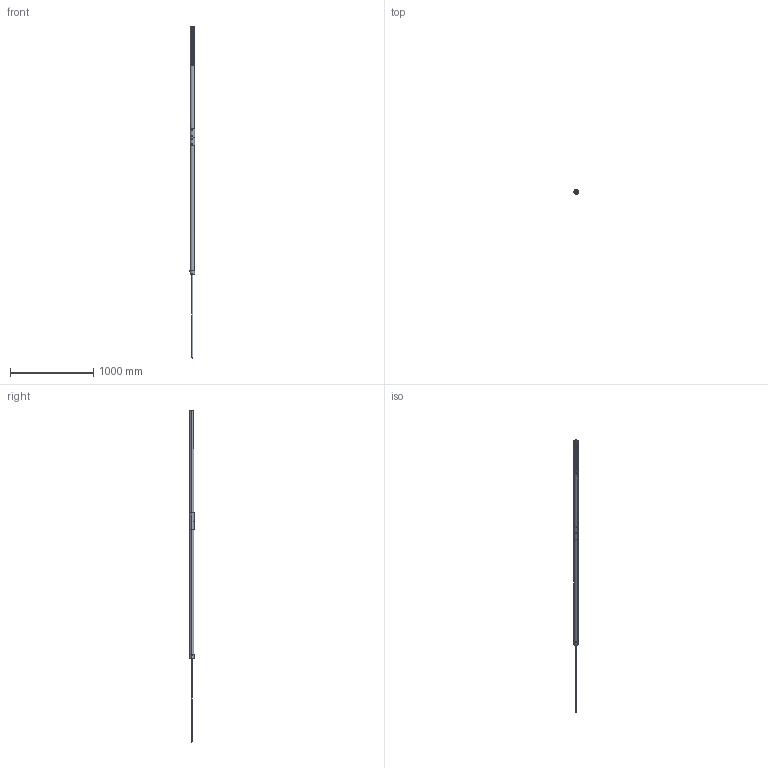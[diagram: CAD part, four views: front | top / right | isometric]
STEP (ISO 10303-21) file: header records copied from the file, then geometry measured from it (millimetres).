
FILE_DESCRIPTION (( 'STEP AP214' ), '1' );
FILE_NAME ('5408938.stp', '2023-04-12T06:20:59', ( '' ), ( '' ), 'SwSTEP 2.0', 'SolidWorks 2022', '' );
FILE_SCHEMA (( 'AUTOMOTIVE_DESIGN' ));
Length unit declared in the file: millimetre
Products named in the file (1): 5408938
Bounding box: 61.32 x 63.3 x 4000 mm (x, y, z)
Volume: 2201474.3 mm3; surface area: 994729.1 mm2
Topology: 16 solids, 16 shells, 292 faces, 677 edges, 418 vertices
Faces by surface type: cylinder 97, plane 87, cone 78, bspline 22, torus 8
Entity records: 26175 total; most frequent: CARTESIAN_POINT 19278, ORIENTED_EDGE 1354, DIRECTION 1287, EDGE_CURVE 677, AXIS2_PLACEMENT_3D 528, VERTEX_POINT 418, EDGE_LOOP 339, ADVANCED_FACE 292
